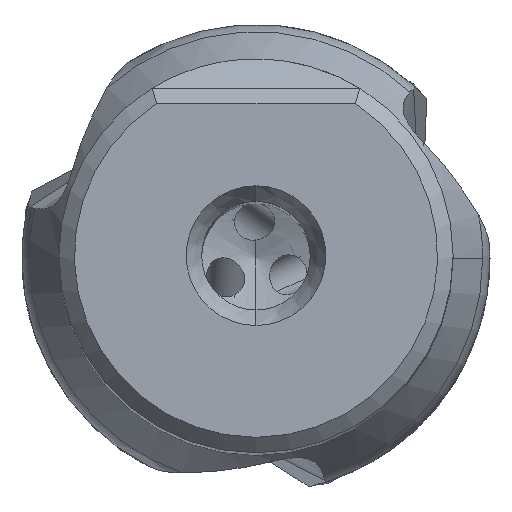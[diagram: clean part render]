
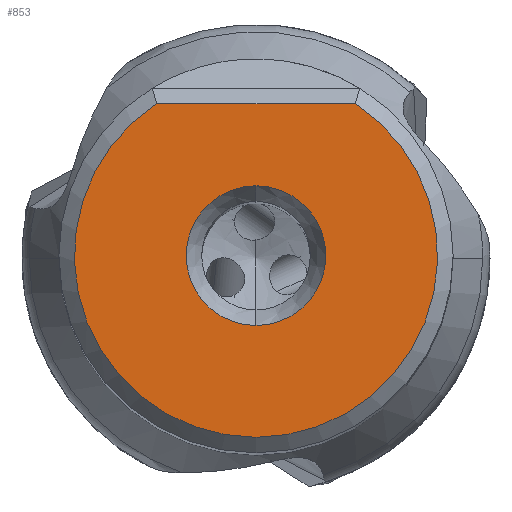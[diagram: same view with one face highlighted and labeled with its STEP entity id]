
A CAD part, top view. The second image highlights one B-rep face of the part: STEP entity #853.
In plain terms, the highlighted planar face has unit normal (0, 0, 1).
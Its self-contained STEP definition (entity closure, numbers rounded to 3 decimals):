
#496=PLANE('',#6468);
#566=FACE_BOUND('',#1549,.T.);
#567=FACE_BOUND('',#1550,.T.);
#853=ADVANCED_FACE('',(#566,#567),#496,.T.);
#1549=EDGE_LOOP('',(#2642,#2643));
#1550=EDGE_LOOP('',(#2644,#2645));
#1871=CIRCLE('',#6461,11.7);
#1873=CIRCLE('',#6465,4.5);
#1874=CIRCLE('',#6467,4.5);
#2642=ORIENTED_EDGE('',*,*,#4915,.F.);
#2643=ORIENTED_EDGE('',*,*,#4916,.F.);
#2644=ORIENTED_EDGE('',*,*,#4909,.T.);
#2645=ORIENTED_EDGE('',*,*,#4911,.T.);
#4185=VERTEX_POINT('',#10324);
#4186=VERTEX_POINT('',#10326);
#4187=VERTEX_POINT('',#10336);
#4190=VERTEX_POINT('',#10341);
#4909=EDGE_CURVE('',#4186,#4185,#1871,.T.);
#4911=EDGE_CURVE('',#4185,#4186,#5606,.T.);
#4915=EDGE_CURVE('',#4190,#4187,#1873,.T.);
#4916=EDGE_CURVE('',#4187,#4190,#1874,.T.);
#5606=LINE('',#10333,#5920);
#5920=VECTOR('',#7473,1.);
#6461=AXIS2_PLACEMENT_3D('',#10325,#7469,#7470);
#6465=AXIS2_PLACEMENT_3D('',#10342,#7480,#7481);
#6467=AXIS2_PLACEMENT_3D('',#10344,#7484,#7485);
#6468=AXIS2_PLACEMENT_3D('',#10345,#7486,#7487);
#7469=DIRECTION('',(0.,0.,1.));
#7470=DIRECTION('',(-0.546,0.838,0.));
#7473=DIRECTION('',(-1.,0.,0.));
#7480=DIRECTION('',(0.,0.,1.));
#7481=DIRECTION('',(0.,1.,0.));
#7484=DIRECTION('',(0.,0.,1.));
#7485=DIRECTION('',(0.,-1.,0.));
#7486=DIRECTION('',(0.,0.,1.));
#7487=DIRECTION('',(1.,0.,0.));
#10324=CARTESIAN_POINT('',(6.391,9.8,43.656));
#10325=CARTESIAN_POINT('',(0.,0.,43.656));
#10326=CARTESIAN_POINT('',(-6.391,9.8,43.656));
#10333=CARTESIAN_POINT('',(6.391,9.8,43.656));
#10336=CARTESIAN_POINT('',(0.,-4.5,43.656));
#10341=CARTESIAN_POINT('',(0.,4.5,43.656));
#10342=CARTESIAN_POINT('',(0.,0.,43.656));
#10344=CARTESIAN_POINT('',(0.,0.,43.656));
#10345=CARTESIAN_POINT('',(0.,-1.05,43.656));
